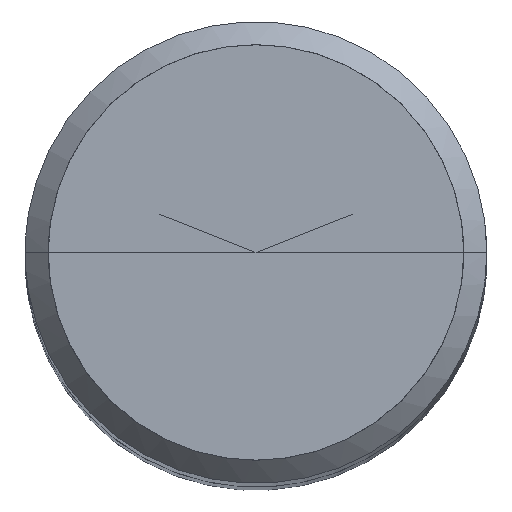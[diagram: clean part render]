
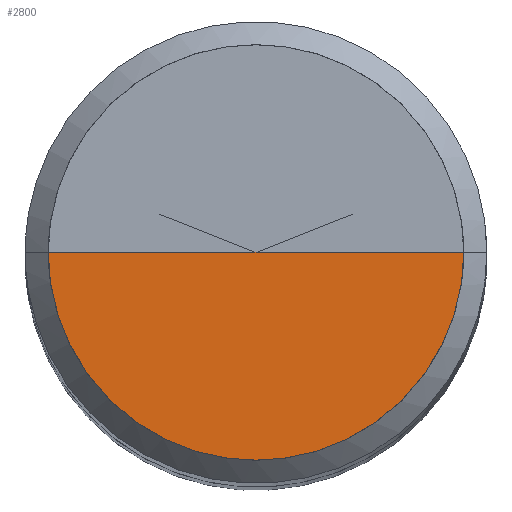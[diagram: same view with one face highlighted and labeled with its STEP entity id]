
A CAD part, top view. The second image highlights one B-rep face of the part: STEP entity #2800.
In plain terms, the highlighted free-form (B-spline) face has degree [1, 2] with [2, 5] control points.
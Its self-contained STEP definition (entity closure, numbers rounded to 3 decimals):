
#2360=CARTESIAN_POINT('',(4.5,0.0,42.8));
#2364=CARTESIAN_POINT('',(-4.5,0.0,42.8));
#2365=CARTESIAN_POINT('',(0.0,0.0,42.8));
#2378=CARTESIAN_POINT('',(-4.5,-4.5,42.8));
#2379=CARTESIAN_POINT('',(0.0,-4.5,42.8));
#2380=CARTESIAN_POINT('',(4.5,-4.5,42.8));
#2785=(
BOUNDED_SURFACE()
B_SPLINE_SURFACE(1,2,(
(#2364,#2378,#2379,#2380,#2360),
(#2365,#2365,#2365,#2365,#2365)
), .UNSPECIFIED.,.F.,.F.,.F.)
B_SPLINE_SURFACE_WITH_KNOTS((2,2),(3,2,3),(
0.0,1.0),(
0.0,0.5,1.0), .UNSPECIFIED.)
GEOMETRIC_REPRESENTATION_ITEM()
RATIONAL_B_SPLINE_SURFACE(((1.0,0.707,1.0,0.707,1.0),
(1.0,0.707,1.0,0.707,1.0)
))
REPRESENTATION_ITEM('')
SURFACE()
);
#2786=(
BOUNDED_CURVE()
B_SPLINE_CURVE(1,(#2365,#2360),.UNSPECIFIED.,.F.,.F.)
B_SPLINE_CURVE_WITH_KNOTS((2,2),
(0.0,1.0),.UNSPECIFIED.)
CURVE()
GEOMETRIC_REPRESENTATION_ITEM()
RATIONAL_B_SPLINE_CURVE((1.0,1.0))
REPRESENTATION_ITEM('')
);
#2787=(
BOUNDED_CURVE()
B_SPLINE_CURVE(2,(#2360,#2380,#2379,#2378,#2364),.UNSPECIFIED.,.F.,.F.)
B_SPLINE_CURVE_WITH_KNOTS((3,2,3),
(0.0,0.5,1.0),.UNSPECIFIED.)
CURVE()
GEOMETRIC_REPRESENTATION_ITEM()
RATIONAL_B_SPLINE_CURVE((1.0,0.707,1.0,0.707,1.0))
REPRESENTATION_ITEM('')
);
#2788=(
BOUNDED_CURVE()
B_SPLINE_CURVE(1,(#2364,#2365),.UNSPECIFIED.,.F.,.F.)
B_SPLINE_CURVE_WITH_KNOTS((2,2),
(0.0,1.0),.UNSPECIFIED.)
CURVE()
GEOMETRIC_REPRESENTATION_ITEM()
RATIONAL_B_SPLINE_CURVE((1.0,1.0))
REPRESENTATION_ITEM('')
);
#2789=VERTEX_POINT('',#2360);
#2790=VERTEX_POINT('',#2364);
#2791=VERTEX_POINT('',#2365);
#2792=EDGE_CURVE('',#2791,#2789,#2786,.T.);
#2793=EDGE_CURVE('',#2789,#2790,#2787,.T.);
#2794=EDGE_CURVE('',#2790,#2791,#2788,.T.);
#2795=ORIENTED_EDGE('',*,*,#2792,.T.);
#2796=ORIENTED_EDGE('',*,*,#2793,.T.);
#2797=ORIENTED_EDGE('',*,*,#2794,.T.);
#2798=EDGE_LOOP('',(#2795,#2796,#2797));
#2799=FACE_OUTER_BOUND('',#2798,.T.);
#2800=ADVANCED_FACE('',(#2799),#2785,.T.);
